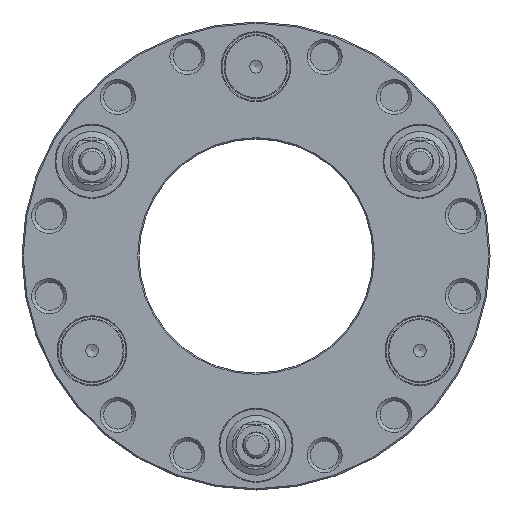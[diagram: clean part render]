
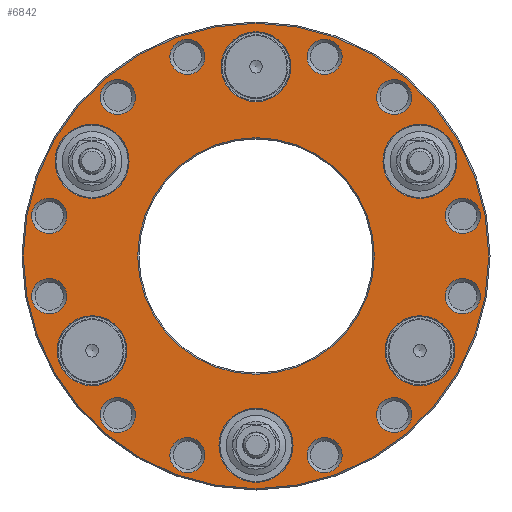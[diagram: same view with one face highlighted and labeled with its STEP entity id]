
A CAD part, front view. The second image highlights one B-rep face of the part: STEP entity #6842.
In plain terms, the highlighted planar face has unit normal (0, -1, 0).
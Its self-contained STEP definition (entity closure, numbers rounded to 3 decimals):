
#279=PLANE('',#7268);
#636=ORIENTED_EDGE('',*,*,#1633,.T.);
#637=ORIENTED_EDGE('',*,*,#1634,.T.);
#638=ORIENTED_EDGE('',*,*,#1635,.T.);
#639=ORIENTED_EDGE('',*,*,#1563,.T.);
#640=ORIENTED_EDGE('',*,*,#1565,.T.);
#641=ORIENTED_EDGE('',*,*,#1567,.T.);
#642=ORIENTED_EDGE('',*,*,#1569,.T.);
#643=ORIENTED_EDGE('',*,*,#1571,.T.);
#644=ORIENTED_EDGE('',*,*,#1573,.T.);
#645=ORIENTED_EDGE('',*,*,#1575,.T.);
#646=ORIENTED_EDGE('',*,*,#1577,.T.);
#647=ORIENTED_EDGE('',*,*,#1579,.T.);
#648=ORIENTED_EDGE('',*,*,#1581,.T.);
#649=ORIENTED_EDGE('',*,*,#1583,.T.);
#650=ORIENTED_EDGE('',*,*,#1585,.T.);
#651=ORIENTED_EDGE('',*,*,#1587,.T.);
#652=ORIENTED_EDGE('',*,*,#1588,.T.);
#653=ORIENTED_EDGE('',*,*,#1591,.T.);
#654=ORIENTED_EDGE('',*,*,#1593,.T.);
#655=ORIENTED_EDGE('',*,*,#1595,.T.);
#1563=EDGE_CURVE('',#2087,#2087,#2509,.T.);
#1565=EDGE_CURVE('',#2089,#2089,#2511,.T.);
#1567=EDGE_CURVE('',#2091,#2091,#2513,.T.);
#1569=EDGE_CURVE('',#2093,#2093,#2515,.T.);
#1571=EDGE_CURVE('',#2095,#2095,#2517,.T.);
#1573=EDGE_CURVE('',#2097,#2097,#2519,.T.);
#1575=EDGE_CURVE('',#2099,#2099,#2521,.T.);
#1577=EDGE_CURVE('',#2101,#2101,#2523,.T.);
#1579=EDGE_CURVE('',#2103,#2103,#2525,.T.);
#1581=EDGE_CURVE('',#2105,#2105,#2527,.T.);
#1583=EDGE_CURVE('',#2107,#2107,#2529,.T.);
#1585=EDGE_CURVE('',#2109,#2109,#2531,.T.);
#1587=EDGE_CURVE('',#2111,#2111,#2533,.T.);
#1588=EDGE_CURVE('',#2112,#2112,#2534,.F.);
#1591=EDGE_CURVE('',#2115,#2115,#2537,.T.);
#1593=EDGE_CURVE('',#2117,#2117,#2539,.T.);
#1595=EDGE_CURVE('',#2119,#2119,#2541,.T.);
#1633=EDGE_CURVE('',#2157,#2157,#2579,.T.);
#1634=EDGE_CURVE('',#2158,#2158,#2580,.T.);
#1635=EDGE_CURVE('',#2159,#2159,#2581,.T.);
#2087=VERTEX_POINT('',#9450);
#2089=VERTEX_POINT('',#9455);
#2091=VERTEX_POINT('',#9460);
#2093=VERTEX_POINT('',#9465);
#2095=VERTEX_POINT('',#9470);
#2097=VERTEX_POINT('',#9475);
#2099=VERTEX_POINT('',#9480);
#2101=VERTEX_POINT('',#9485);
#2103=VERTEX_POINT('',#9490);
#2105=VERTEX_POINT('',#9495);
#2107=VERTEX_POINT('',#9500);
#2109=VERTEX_POINT('',#9505);
#2111=VERTEX_POINT('',#9510);
#2112=VERTEX_POINT('',#9513);
#2115=VERTEX_POINT('',#9520);
#2117=VERTEX_POINT('',#9525);
#2119=VERTEX_POINT('',#9530);
#2157=VERTEX_POINT('',#9642);
#2158=VERTEX_POINT('',#9644);
#2159=VERTEX_POINT('',#9646);
#2509=CIRCLE('',#7147,4.124);
#2511=CIRCLE('',#7150,4.124);
#2513=CIRCLE('',#7153,4.124);
#2515=CIRCLE('',#7156,4.124);
#2517=CIRCLE('',#7159,4.124);
#2519=CIRCLE('',#7162,4.124);
#2521=CIRCLE('',#7165,4.124);
#2523=CIRCLE('',#7168,4.124);
#2525=CIRCLE('',#7171,4.124);
#2527=CIRCLE('',#7174,4.124);
#2529=CIRCLE('',#7177,4.124);
#2531=CIRCLE('',#7180,4.124);
#2533=CIRCLE('',#7183,27.8);
#2534=CIRCLE('',#7185,54.7);
#2537=CIRCLE('',#7189,8.7);
#2539=CIRCLE('',#7192,8.7);
#2541=CIRCLE('',#7195,8.7);
#2579=CIRCLE('',#7269,8.2);
#2580=CIRCLE('',#7270,8.2);
#2581=CIRCLE('',#7271,8.2);
#3010=EDGE_LOOP('',(#636));
#3011=EDGE_LOOP('',(#637));
#3012=EDGE_LOOP('',(#638));
#3013=EDGE_LOOP('',(#639));
#3014=EDGE_LOOP('',(#640));
#3015=EDGE_LOOP('',(#641));
#3016=EDGE_LOOP('',(#642));
#3017=EDGE_LOOP('',(#643));
#3018=EDGE_LOOP('',(#644));
#3019=EDGE_LOOP('',(#645));
#3020=EDGE_LOOP('',(#646));
#3021=EDGE_LOOP('',(#647));
#3022=EDGE_LOOP('',(#648));
#3023=EDGE_LOOP('',(#649));
#3024=EDGE_LOOP('',(#650));
#3025=EDGE_LOOP('',(#651));
#3026=EDGE_LOOP('',(#652));
#3027=EDGE_LOOP('',(#653));
#3028=EDGE_LOOP('',(#654));
#3029=EDGE_LOOP('',(#655));
#3674=FACE_BOUND('',#3010,.T.);
#3675=FACE_BOUND('',#3011,.T.);
#3676=FACE_BOUND('',#3012,.T.);
#3677=FACE_BOUND('',#3013,.T.);
#3678=FACE_BOUND('',#3014,.T.);
#3679=FACE_BOUND('',#3015,.T.);
#3680=FACE_BOUND('',#3016,.T.);
#3681=FACE_BOUND('',#3017,.T.);
#3682=FACE_BOUND('',#3018,.T.);
#3683=FACE_BOUND('',#3019,.T.);
#3684=FACE_BOUND('',#3020,.T.);
#3685=FACE_BOUND('',#3021,.T.);
#3686=FACE_BOUND('',#3022,.T.);
#3687=FACE_BOUND('',#3023,.T.);
#3688=FACE_BOUND('',#3024,.T.);
#3689=FACE_BOUND('',#3025,.T.);
#3690=FACE_BOUND('',#3026,.T.);
#3691=FACE_BOUND('',#3027,.T.);
#3692=FACE_BOUND('',#3028,.T.);
#3693=FACE_BOUND('',#3029,.T.);
#6842=ADVANCED_FACE('',(#3674,#3675,#3676,#3677,#3678,#3679,#3680,#3681,
#3682,#3683,#3684,#3685,#3686,#3687,#3688,#3689,#3690,#3691,#3692,#3693),
#279,.F.);
#7147=AXIS2_PLACEMENT_3D('',#9449,#7881,#7882);
#7150=AXIS2_PLACEMENT_3D('',#9454,#7887,#7888);
#7153=AXIS2_PLACEMENT_3D('',#9459,#7893,#7894);
#7156=AXIS2_PLACEMENT_3D('',#9464,#7899,#7900);
#7159=AXIS2_PLACEMENT_3D('',#9469,#7905,#7906);
#7162=AXIS2_PLACEMENT_3D('',#9474,#7911,#7912);
#7165=AXIS2_PLACEMENT_3D('',#9479,#7917,#7918);
#7168=AXIS2_PLACEMENT_3D('',#9484,#7923,#7924);
#7171=AXIS2_PLACEMENT_3D('',#9489,#7929,#7930);
#7174=AXIS2_PLACEMENT_3D('',#9494,#7935,#7936);
#7177=AXIS2_PLACEMENT_3D('',#9499,#7941,#7942);
#7180=AXIS2_PLACEMENT_3D('',#9504,#7947,#7948);
#7183=AXIS2_PLACEMENT_3D('',#9509,#7953,#7954);
#7185=AXIS2_PLACEMENT_3D('',#9512,#7957,#7958);
#7189=AXIS2_PLACEMENT_3D('',#9519,#7965,#7966);
#7192=AXIS2_PLACEMENT_3D('',#9524,#7971,#7972);
#7195=AXIS2_PLACEMENT_3D('',#9529,#7977,#7978);
#7268=AXIS2_PLACEMENT_3D('',#9640,#8123,#8124);
#7269=AXIS2_PLACEMENT_3D('',#9641,#8125,#8126);
#7270=AXIS2_PLACEMENT_3D('',#9643,#8127,#8128);
#7271=AXIS2_PLACEMENT_3D('',#9645,#8129,#8130);
#7881=DIRECTION('',(0.,1.,0.));
#7882=DIRECTION('',(0.866,0.,0.5));
#7887=DIRECTION('',(0.,1.,0.));
#7888=DIRECTION('',(0.866,0.,0.5));
#7893=DIRECTION('',(0.,1.,0.));
#7894=DIRECTION('',(0.866,0.,-0.5));
#7899=DIRECTION('',(0.,1.,0.));
#7900=DIRECTION('',(0.866,0.,-0.5));
#7905=DIRECTION('',(0.,1.,0.));
#7906=DIRECTION('',(0.,0.,-1.));
#7911=DIRECTION('',(0.,1.,0.));
#7912=DIRECTION('',(0.,0.,-1.));
#7917=DIRECTION('',(0.,1.,0.));
#7918=DIRECTION('',(-0.866,0.,-0.5));
#7923=DIRECTION('',(0.,1.,0.));
#7924=DIRECTION('',(-0.866,0.,-0.5));
#7929=DIRECTION('',(0.,1.,0.));
#7930=DIRECTION('',(-0.866,0.,0.5));
#7935=DIRECTION('',(0.,1.,0.));
#7936=DIRECTION('',(-0.866,0.,0.5));
#7941=DIRECTION('',(0.,1.,0.));
#7942=DIRECTION('',(0.,0.,1.));
#7947=DIRECTION('',(0.,1.,0.));
#7948=DIRECTION('',(0.,0.,1.));
#7953=DIRECTION('',(0.,1.,0.));
#7954=DIRECTION('',(0.,0.,1.));
#7957=DIRECTION('',(0.,1.,0.));
#7958=DIRECTION('',(0.,0.,1.));
#7965=DIRECTION('',(0.,1.,0.));
#7966=DIRECTION('',(0.,0.,1.));
#7971=DIRECTION('',(0.,1.,0.));
#7972=DIRECTION('',(0.,0.,1.));
#7977=DIRECTION('',(0.,1.,0.));
#7978=DIRECTION('',(0.,0.,1.));
#8123=DIRECTION('',(0.,1.,0.));
#8124=DIRECTION('',(0.,0.,1.));
#8125=DIRECTION('',(0.,1.,0.));
#8126=DIRECTION('',(0.,0.,1.));
#8127=DIRECTION('',(0.,1.,0.));
#8128=DIRECTION('',(0.,0.,1.));
#8129=DIRECTION('',(0.,1.,0.));
#8130=DIRECTION('',(0.,0.,1.));
#9449=CARTESIAN_POINT('',(32.475,0.,-37.358));
#9450=CARTESIAN_POINT('',(36.046,0.,-35.296));
#9454=CARTESIAN_POINT('',(16.116,0.,-46.803));
#9455=CARTESIAN_POINT('',(19.687,0.,-44.741));
#9459=CARTESIAN_POINT('',(-16.116,0.,-46.803));
#9460=CARTESIAN_POINT('',(-12.545,0.,-48.865));
#9464=CARTESIAN_POINT('',(-32.475,0.,-37.358));
#9465=CARTESIAN_POINT('',(-28.904,0.,-39.42));
#9469=CARTESIAN_POINT('',(-48.591,0.,-9.445));
#9470=CARTESIAN_POINT('',(-48.591,0.,-13.569));
#9474=CARTESIAN_POINT('',(-48.591,0.,9.445));
#9475=CARTESIAN_POINT('',(-48.591,0.,5.322));
#9479=CARTESIAN_POINT('',(-32.475,0.,37.358));
#9480=CARTESIAN_POINT('',(-36.046,0.,35.296));
#9484=CARTESIAN_POINT('',(-16.116,0.,46.803));
#9485=CARTESIAN_POINT('',(-19.687,0.,44.741));
#9489=CARTESIAN_POINT('',(16.116,0.,46.803));
#9490=CARTESIAN_POINT('',(12.545,0.,48.865));
#9494=CARTESIAN_POINT('',(32.475,0.,37.358));
#9495=CARTESIAN_POINT('',(28.904,0.,39.42));
#9499=CARTESIAN_POINT('',(48.591,0.,-9.445));
#9500=CARTESIAN_POINT('',(48.591,0.,-5.322));
#9504=CARTESIAN_POINT('',(48.591,0.,9.445));
#9505=CARTESIAN_POINT('',(48.591,0.,13.569));
#9509=CARTESIAN_POINT('',(0.,0.,0.));
#9510=CARTESIAN_POINT('',(0.,0.,27.8));
#9512=CARTESIAN_POINT('',(0.,0.,0.));
#9513=CARTESIAN_POINT('',(0.,0.,54.7));
#9519=CARTESIAN_POINT('',(0.,0.,-44.5));
#9520=CARTESIAN_POINT('',(0.,0.,-35.8));
#9524=CARTESIAN_POINT('',(-38.538,0.,22.25));
#9525=CARTESIAN_POINT('',(-38.538,0.,30.95));
#9529=CARTESIAN_POINT('',(38.538,0.,22.25));
#9530=CARTESIAN_POINT('',(38.538,0.,30.95));
#9640=CARTESIAN_POINT('',(0.,0.,0.));
#9641=CARTESIAN_POINT('',(0.,0.,44.5));
#9642=CARTESIAN_POINT('',(0.,0.,52.7));
#9643=CARTESIAN_POINT('',(38.538,0.,-22.25));
#9644=CARTESIAN_POINT('',(38.538,0.,-14.05));
#9645=CARTESIAN_POINT('',(-38.538,0.,-22.25));
#9646=CARTESIAN_POINT('',(-38.538,0.,-14.05));
